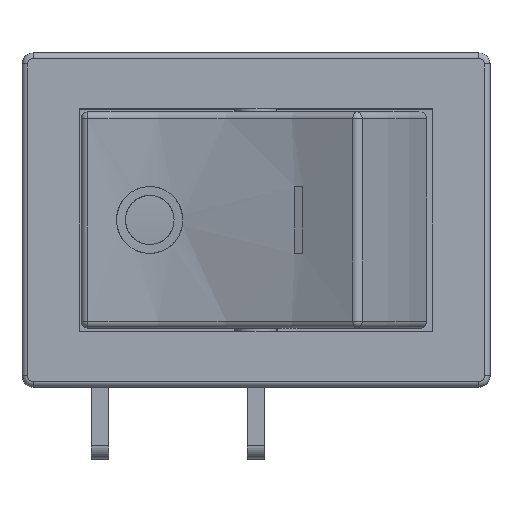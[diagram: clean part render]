
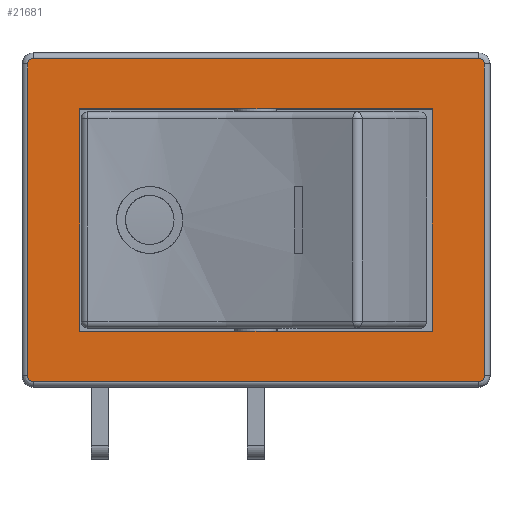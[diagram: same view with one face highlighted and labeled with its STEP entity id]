
A CAD part, top view. The second image highlights one B-rep face of the part: STEP entity #21681.
In plain terms, the highlighted planar face has unit normal (0, 0, 1).
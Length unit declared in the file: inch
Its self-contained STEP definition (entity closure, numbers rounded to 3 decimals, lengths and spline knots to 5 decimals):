
#1030=FACE_BOUND('',#3247,.T.);
#2075=FACE_OUTER_BOUND('',#3246,.T.);
#3246=EDGE_LOOP('',(#18364,#18365,#18366,#18367,#18368,#18369,#18370,#18371));
#3247=EDGE_LOOP('',(#18372,#18373,#18374,#18375));
#3393=CIRCLE('',#22524,0.00984);
#3397=CIRCLE('',#22528,0.00984);
#3401=CIRCLE('',#22534,0.00984);
#3405=CIRCLE('',#22538,0.00984);
#5536=LINE('',#37075,#7801);
#5540=LINE('',#37084,#7805);
#5543=LINE('',#37088,#7808);
#5545=LINE('',#37092,#7810);
#5546=LINE('',#37098,#7811);
#5548=LINE('',#37134,#7813);
#5551=LINE('',#37141,#7816);
#5553=LINE('',#37172,#7818);
#7801=VECTOR('',#26210,0.3937);
#7805=VECTOR('',#26216,0.3937);
#7808=VECTOR('',#26221,0.3937);
#7810=VECTOR('',#26227,0.3937);
#7811=VECTOR('',#26232,0.3937);
#7813=VECTOR('',#26252,0.3937);
#7816=VECTOR('',#26259,0.3937);
#7818=VECTOR('',#26275,0.3937);
#9806=VERTEX_POINT('',#37072);
#9807=VERTEX_POINT('',#37074);
#9810=VERTEX_POINT('',#37081);
#9811=VERTEX_POINT('',#37083);
#9813=VERTEX_POINT('',#37095);
#9814=VERTEX_POINT('',#37097);
#9817=VERTEX_POINT('',#37112);
#9818=VERTEX_POINT('',#37125);
#9821=VERTEX_POINT('',#37132);
#9822=VERTEX_POINT('',#37137);
#9825=VERTEX_POINT('',#37152);
#9826=VERTEX_POINT('',#37165);
#12676=EDGE_CURVE('',#9807,#9806,#5536,.T.);
#12680=EDGE_CURVE('',#9811,#9810,#5540,.T.);
#12683=EDGE_CURVE('',#9810,#9807,#5543,.T.);
#12685=EDGE_CURVE('',#9806,#9811,#5545,.T.);
#12687=EDGE_CURVE('',#9813,#9814,#5546,.T.);
#12691=EDGE_CURVE('',#9817,#9813,#3393,.T.);
#12695=EDGE_CURVE('',#9814,#9818,#3397,.T.);
#12697=EDGE_CURVE('',#9821,#9817,#5548,.T.);
#12701=EDGE_CURVE('',#9818,#9822,#5551,.T.);
#12703=EDGE_CURVE('',#9825,#9821,#3401,.T.);
#12707=EDGE_CURVE('',#9822,#9826,#3405,.T.);
#12709=EDGE_CURVE('',#9826,#9825,#5553,.T.);
#18364=ORIENTED_EDGE('',*,*,#12687,.F.);
#18365=ORIENTED_EDGE('',*,*,#12691,.F.);
#18366=ORIENTED_EDGE('',*,*,#12697,.F.);
#18367=ORIENTED_EDGE('',*,*,#12703,.F.);
#18368=ORIENTED_EDGE('',*,*,#12709,.F.);
#18369=ORIENTED_EDGE('',*,*,#12707,.F.);
#18370=ORIENTED_EDGE('',*,*,#12701,.F.);
#18371=ORIENTED_EDGE('',*,*,#12695,.F.);
#18372=ORIENTED_EDGE('',*,*,#12680,.T.);
#18373=ORIENTED_EDGE('',*,*,#12683,.T.);
#18374=ORIENTED_EDGE('',*,*,#12676,.T.);
#18375=ORIENTED_EDGE('',*,*,#12685,.T.);
#19525=PLANE('',#22544);
#21681=ADVANCED_FACE('',(#2075,#1030),#19525,.T.);
#22524=AXIS2_PLACEMENT_3D('',#37114,#26238,#26239);
#22528=AXIS2_PLACEMENT_3D('',#37129,#26246,#26247);
#22534=AXIS2_PLACEMENT_3D('',#37154,#26262,#26263);
#22538=AXIS2_PLACEMENT_3D('',#37169,#26270,#26271);
#22544=AXIS2_PLACEMENT_3D('',#37182,#26289,#26290);
#26210=DIRECTION('',(-1.,0.,0.));
#26216=DIRECTION('',(1.,0.,0.));
#26221=DIRECTION('',(0.,-1.,0.));
#26227=DIRECTION('',(0.,1.,0.));
#26232=DIRECTION('',(1.,0.,0.));
#26238=DIRECTION('center_axis',(0.,0.,
-1.));
#26239=DIRECTION('ref_axis',(-0.707,0.707,0.));
#26246=DIRECTION('center_axis',(0.,0.,
-1.));
#26247=DIRECTION('ref_axis',(0.707,0.707,0.));
#26252=DIRECTION('',(0.,1.,0.));
#26259=DIRECTION('',(0.,-1.,0.));
#26262=DIRECTION('center_axis',(0.,0.,
-1.));
#26263=DIRECTION('ref_axis',(-0.707,-0.707,0.));
#26270=DIRECTION('center_axis',(0.,0.,
-1.));
#26271=DIRECTION('ref_axis',(0.707,-0.707,0.));
#26275=DIRECTION('',(-1.,0.,0.));
#26289=DIRECTION('center_axis',(0.,0.,
1.));
#26290=DIRECTION('ref_axis',(1.,0.,0.));
#37072=CARTESIAN_POINT('',(-0.31102,-0.19685,0.53543));
#37074=CARTESIAN_POINT('',(0.31102,-0.19685,0.53543));
#37075=CARTESIAN_POINT('',(-0.15551,-0.19685,0.53543));
#37081=CARTESIAN_POINT('',(0.31102,0.19685,0.53543));
#37083=CARTESIAN_POINT('',(-0.31102,0.19685,0.53543));
#37084=CARTESIAN_POINT('',(0.,0.19685,0.53543));
#37088=CARTESIAN_POINT('',(0.31102,0.08858,0.53543));
#37092=CARTESIAN_POINT('',(-0.31102,0.08858,0.53543));
#37095=CARTESIAN_POINT('',(-0.3937,0.28543,0.53543));
#37097=CARTESIAN_POINT('',(0.3937,0.28543,0.53543));
#37098=CARTESIAN_POINT('',(-0.19685,0.28543,0.53543));
#37112=CARTESIAN_POINT('',(-0.40354,0.27559,0.53543));
#37114=CARTESIAN_POINT('Origin',(-0.3937,0.27559,0.53543));
#37125=CARTESIAN_POINT('',(0.40354,0.27559,0.53543));
#37129=CARTESIAN_POINT('Origin',(0.3937,0.27559,0.53543));
#37132=CARTESIAN_POINT('',(-0.40354,-0.27559,0.53543));
#37134=CARTESIAN_POINT('',(-0.40354,-0.1378,0.53543));
#37137=CARTESIAN_POINT('',(0.40354,-0.27559,0.53543));
#37141=CARTESIAN_POINT('',(0.40354,0.1378,0.53543));
#37152=CARTESIAN_POINT('',(-0.3937,-0.28543,0.53543));
#37154=CARTESIAN_POINT('Origin',(-0.3937,-0.27559,
0.53543));
#37165=CARTESIAN_POINT('',(0.3937,-0.28543,0.53543));
#37169=CARTESIAN_POINT('Origin',(0.3937,-0.27559,0.53543));
#37172=CARTESIAN_POINT('',(0.19685,-0.28543,0.53543));
#37182=CARTESIAN_POINT('Origin',(0.,0.,0.53543));
